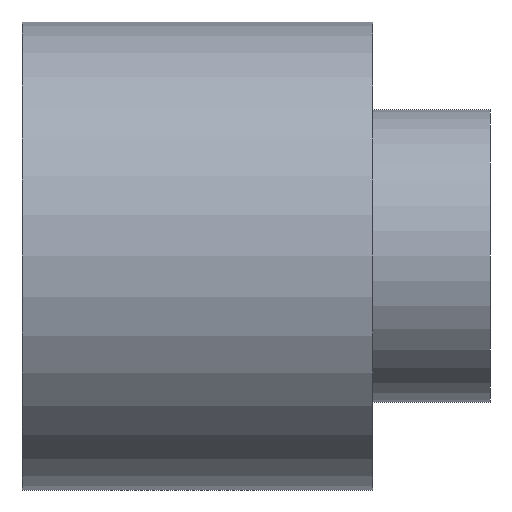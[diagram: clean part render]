
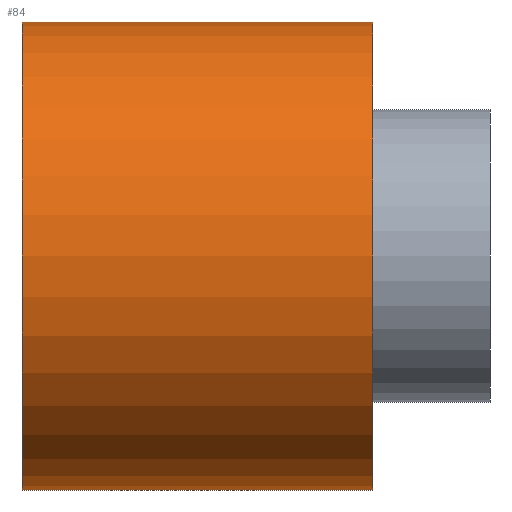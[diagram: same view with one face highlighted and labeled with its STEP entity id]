
A CAD part, left-side view. The second image highlights one B-rep face of the part: STEP entity #84.
In plain terms, the highlighted cylindrical face has radius 40 mm (diameter 80 mm), a partial arc.
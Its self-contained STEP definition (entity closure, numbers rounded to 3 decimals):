
#1 = EDGE_CURVE ( 'NONE', #190, #93, #149, .T. ) ;
#2 = ORIENTED_EDGE ( 'NONE', *, *, #7, .T. ) ;
#5 = DIRECTION ( 'NONE',  ( 0., 0., 1. ) ) ;
#7 = EDGE_CURVE ( 'NONE', #76, #45, #160, .T. ) ;
#8 = DIRECTION ( 'NONE',  ( 0., 0., -1. ) ) ;
#9 = FACE_OUTER_BOUND ( 'NONE', #233, .T. ) ;
#11 = CARTESIAN_POINT ( 'NONE',  ( 0., 80., -40. ) ) ;
#15 = AXIS2_PLACEMENT_3D ( 'NONE', #55, #174, #243 ) ;
#34 = DIRECTION ( 'NONE',  ( 0., -1., 0. ) ) ;
#45 = VERTEX_POINT ( 'NONE', #148 ) ;
#55 = CARTESIAN_POINT ( 'NONE',  ( 0., 20., 0. ) ) ;
#57 = CARTESIAN_POINT ( 'NONE',  ( 0., 80., 40. ) ) ;
#58 = DIRECTION ( 'NONE',  ( 0., -1., 0. ) ) ;
#73 = LINE ( 'NONE', #193, #257 ) ;
#76 = VERTEX_POINT ( 'NONE', #197 ) ;
#78 = VECTOR ( 'NONE', #58, 1000. ) ;
#79 = CARTESIAN_POINT ( 'NONE',  ( 0., 80., 0. ) ) ;
#80 = ORIENTED_EDGE ( 'NONE', *, *, #88, .F. ) ;
#81 = CARTESIAN_POINT ( 'NONE',  ( 0., 80., 0. ) ) ;
#84 = ADVANCED_FACE ( 'NONE', ( #9 ), #204, .T. ) ;
#88 = EDGE_CURVE ( 'NONE', #93, #45, #124, .T. ) ;
#93 = VERTEX_POINT ( 'NONE', #282 ) ;
#102 = EDGE_CURVE ( 'NONE', #190, #76, #73, .T. ) ;
#109 = DIRECTION ( 'NONE',  ( 0., 1., 0. ) ) ;
#124 = LINE ( 'NONE', #57, #78 ) ;
#148 = CARTESIAN_POINT ( 'NONE',  ( 0., 20., 40. ) ) ;
#149 = CIRCLE ( 'NONE', #251, 40. ) ;
#160 = CIRCLE ( 'NONE', #15, 40. ) ;
#174 = DIRECTION ( 'NONE',  ( 0., 1., 0. ) ) ;
#190 = VERTEX_POINT ( 'NONE', #11 ) ;
#193 = CARTESIAN_POINT ( 'NONE',  ( 0., 80., -40. ) ) ;
#197 = CARTESIAN_POINT ( 'NONE',  ( 0., 20., -40. ) ) ;
#204 = CYLINDRICAL_SURFACE ( 'NONE', #261, 40. ) ;
#206 = ORIENTED_EDGE ( 'NONE', *, *, #1, .F. ) ;
#233 = EDGE_LOOP ( 'NONE', ( #80, #206, #242, #2 ) ) ;
#242 = ORIENTED_EDGE ( 'NONE', *, *, #102, .T. ) ;
#243 = DIRECTION ( 'NONE',  ( 0., 0., 1. ) ) ;
#251 = AXIS2_PLACEMENT_3D ( 'NONE', #79, #109, #5 ) ;
#257 = VECTOR ( 'NONE', #34, 1000. ) ;
#261 = AXIS2_PLACEMENT_3D ( 'NONE', #81, #278, #8 ) ;
#278 = DIRECTION ( 'NONE',  ( 0., -1., 0. ) ) ;
#282 = CARTESIAN_POINT ( 'NONE',  ( 0., 80., 40. ) ) ;
